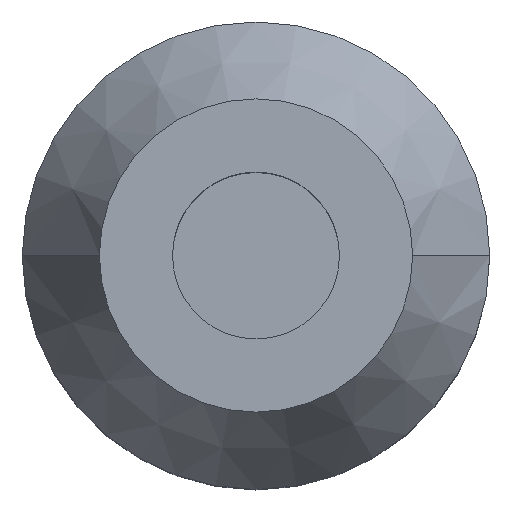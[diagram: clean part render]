
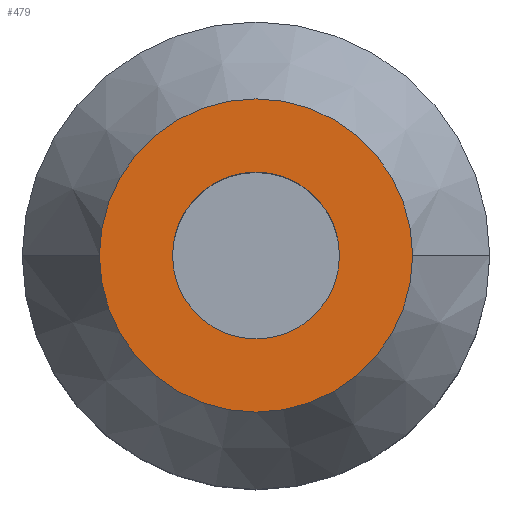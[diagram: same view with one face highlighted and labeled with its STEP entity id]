
A CAD part, top view. The second image highlights one B-rep face of the part: STEP entity #479.
In plain terms, the highlighted planar face has unit normal (0, 0, 1).
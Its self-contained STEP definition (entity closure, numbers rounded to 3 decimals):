
#22 = ORIENTED_EDGE ( 'NONE', *, *, #348, .F. ) ;
#23 = PLANE ( 'NONE',  #41 ) ;
#24 = EDGE_CURVE ( 'NONE', #426, #475, #200, .T. ) ;
#25 = DIRECTION ( 'NONE',  ( 0., 0., 1. ) ) ;
#27 = ORIENTED_EDGE ( 'NONE', *, *, #24, .F. ) ;
#41 = AXIS2_PLACEMENT_3D ( 'NONE', #224, #25, #141 ) ;
#47 = EDGE_CURVE ( 'NONE', #284, #256, #514, .T. ) ;
#62 = CIRCLE ( 'NONE', #480, 4.691 ) ;
#83 = AXIS2_PLACEMENT_3D ( 'NONE', #467, #301, #109 ) ;
#99 = CARTESIAN_POINT ( 'NONE',  ( 2.5, 0., 13. ) ) ;
#109 = DIRECTION ( 'NONE',  ( 1., 0., 0. ) ) ;
#141 = DIRECTION ( 'NONE',  ( 1., 0., 0. ) ) ;
#143 = DIRECTION ( 'NONE',  ( 1., 0., 0. ) ) ;
#153 = AXIS2_PLACEMENT_3D ( 'NONE', #299, #455, #459 ) ;
#173 = EDGE_LOOP ( 'NONE', ( #27, #22 ) ) ;
#182 = FACE_BOUND ( 'NONE', #173, .T. ) ;
#196 = ORIENTED_EDGE ( 'NONE', *, *, #47, .T. ) ;
#200 = CIRCLE ( 'NONE', #83, 2.5 ) ;
#224 = CARTESIAN_POINT ( 'NONE',  ( 2.5, 0., 13. ) ) ;
#229 = AXIS2_PLACEMENT_3D ( 'NONE', #285, #326, #483 ) ;
#251 = CARTESIAN_POINT ( 'NONE',  ( 4.691, 0., 13. ) ) ;
#256 = VERTEX_POINT ( 'NONE', #295 ) ;
#260 = CARTESIAN_POINT ( 'NONE',  ( -2.5, 0., 13. ) ) ;
#284 = VERTEX_POINT ( 'NONE', #251 ) ;
#285 = CARTESIAN_POINT ( 'NONE',  ( 0., 0., 13. ) ) ;
#295 = CARTESIAN_POINT ( 'NONE',  ( -4.691, 0., 13. ) ) ;
#299 = CARTESIAN_POINT ( 'NONE',  ( 0., 0., 13. ) ) ;
#301 = DIRECTION ( 'NONE',  ( 0., 0., 1. ) ) ;
#302 = FACE_OUTER_BOUND ( 'NONE', #505, .T. ) ;
#326 = DIRECTION ( 'NONE',  ( 0., 0., 1. ) ) ;
#336 = CARTESIAN_POINT ( 'NONE',  ( 0., 0., 13. ) ) ;
#348 = EDGE_CURVE ( 'NONE', #475, #426, #490, .T. ) ;
#361 = EDGE_CURVE ( 'NONE', #256, #284, #62, .T. ) ;
#426 = VERTEX_POINT ( 'NONE', #99 ) ;
#455 = DIRECTION ( 'NONE',  ( 0., 0., 1. ) ) ;
#459 = DIRECTION ( 'NONE',  ( 1., 0., 0. ) ) ;
#467 = CARTESIAN_POINT ( 'NONE',  ( 0., 0., 13. ) ) ;
#475 = VERTEX_POINT ( 'NONE', #260 ) ;
#478 = ORIENTED_EDGE ( 'NONE', *, *, #361, .T. ) ;
#479 = ADVANCED_FACE ( 'NONE', ( #302, #182 ), #23, .T. ) ;
#480 = AXIS2_PLACEMENT_3D ( 'NONE', #336, #506, #143 ) ;
#483 = DIRECTION ( 'NONE',  ( 1., 0., 0. ) ) ;
#490 = CIRCLE ( 'NONE', #229, 2.5 ) ;
#505 = EDGE_LOOP ( 'NONE', ( #478, #196 ) ) ;
#506 = DIRECTION ( 'NONE',  ( 0., 0., 1. ) ) ;
#514 = CIRCLE ( 'NONE', #153, 4.691 ) ;
